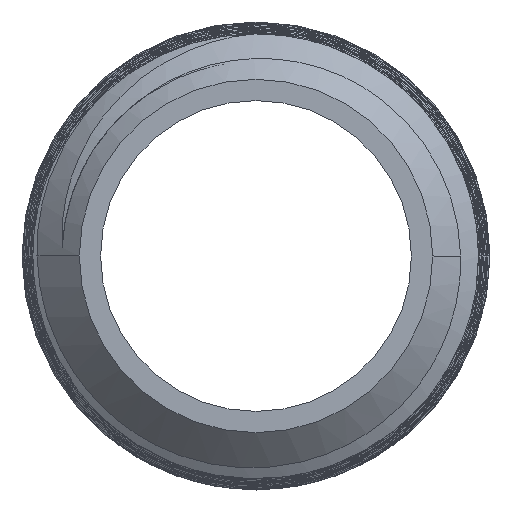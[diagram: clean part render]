
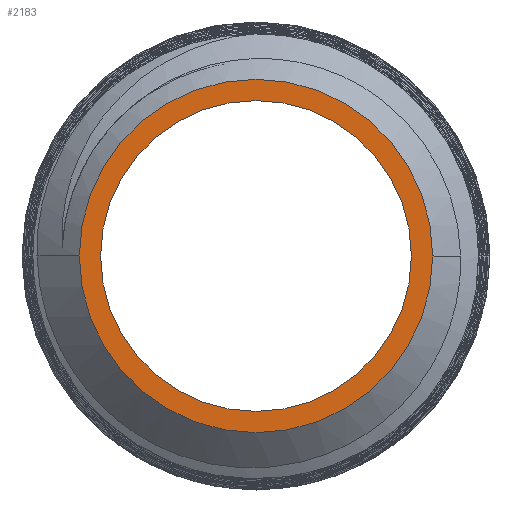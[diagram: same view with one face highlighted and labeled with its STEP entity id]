
A CAD part, left-side view. The second image highlights one B-rep face of the part: STEP entity #2183.
In plain terms, the highlighted planar face has unit normal (-1, 0, 0).
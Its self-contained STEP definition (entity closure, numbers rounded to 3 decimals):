
#30=FACE_BOUND('',#172,.T.);
#32=PLANE('',#2265);
#43=CIRCLE('',#2235,3.416);
#46=CIRCLE('',#2242,3.883);
#51=CIRCLE('',#2266,3.883);
#52=CIRCLE('',#2267,3.416);
#107=FACE_OUTER_BOUND('',#171,.T.);
#171=EDGE_LOOP('',(#1698,#1699));
#172=EDGE_LOOP('',(#1700,#1701));
#757=VERTEX_POINT('',#7614);
#758=VERTEX_POINT('',#7615);
#770=VERTEX_POINT('',#7732);
#771=VERTEX_POINT('',#7733);
#1100=EDGE_CURVE('',#757,#758,#43,.T.);
#1115=EDGE_CURVE('',#770,#771,#46,.T.);
#1275=EDGE_CURVE('',#771,#770,#51,.T.);
#1276=EDGE_CURVE('',#758,#757,#52,.T.);
#1698=ORIENTED_EDGE('',*,*,#1275,.T.);
#1699=ORIENTED_EDGE('',*,*,#1115,.T.);
#1700=ORIENTED_EDGE('',*,*,#1100,.F.);
#1701=ORIENTED_EDGE('',*,*,#1276,.F.);
#2183=ADVANCED_FACE('',(#107,#30),#32,.T.);
#2235=AXIS2_PLACEMENT_3D('',#7616,#2379,#2380);
#2242=AXIS2_PLACEMENT_3D('',#7734,#2399,#2400);
#2265=AXIS2_PLACEMENT_3D('',#12736,#2466,#2467);
#2266=AXIS2_PLACEMENT_3D('',#12737,#2468,#2469);
#2267=AXIS2_PLACEMENT_3D('',#12738,#2470,#2471);
#2379=DIRECTION('center_axis',(-1.,0.,0.));
#2380=DIRECTION('ref_axis',(0.,0.,1.));
#2399=DIRECTION('center_axis',(-1.,0.,0.));
#2400=DIRECTION('ref_axis',(0.,0.,1.));
#2466=DIRECTION('center_axis',(-1.,0.,0.));
#2467=DIRECTION('ref_axis',(0.,0.,1.));
#2468=DIRECTION('center_axis',(-1.,0.,0.));
#2469=DIRECTION('ref_axis',(0.,0.,1.));
#2470=DIRECTION('center_axis',(-1.,0.,0.));
#2471=DIRECTION('ref_axis',(0.,0.,1.));
#7614=CARTESIAN_POINT('',(-9.525,0.,-3.416));
#7615=CARTESIAN_POINT('',(-9.525,0.,3.416));
#7616=CARTESIAN_POINT('Origin',(-9.525,0.,0.));
#7732=CARTESIAN_POINT('',(-9.525,0.,3.883));
#7733=CARTESIAN_POINT('',(-9.525,0.,-3.883));
#7734=CARTESIAN_POINT('Origin',(-9.525,0.,0.));
#12736=CARTESIAN_POINT('Origin',(-9.525,0.,0.));
#12737=CARTESIAN_POINT('Origin',(-9.525,0.,0.));
#12738=CARTESIAN_POINT('Origin',(-9.525,0.,0.));
